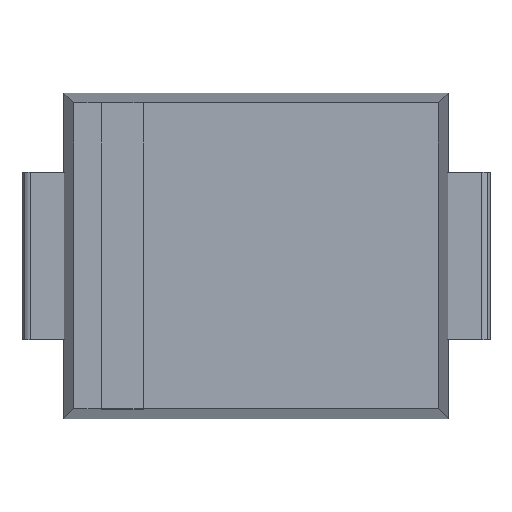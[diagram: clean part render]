
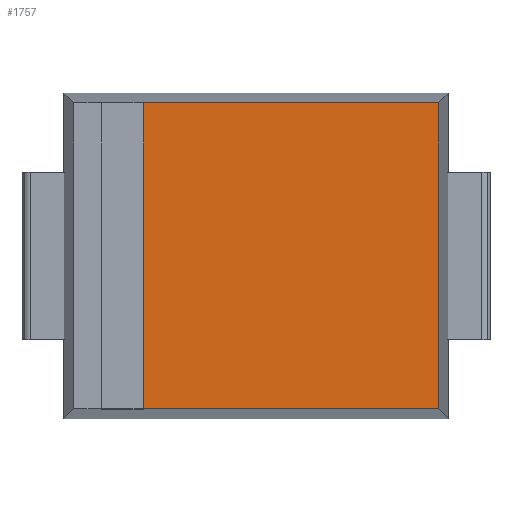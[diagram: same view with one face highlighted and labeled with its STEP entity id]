
A CAD part, top view. The second image highlights one B-rep face of the part: STEP entity #1757.
In plain terms, the highlighted planar face has unit normal (0, 0, 1).
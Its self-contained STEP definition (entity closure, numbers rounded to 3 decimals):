
#1517=CARTESIAN_POINT('',(2.183,-1.83,2.65));
#1518=VERTEX_POINT('',#1517);
#1525=CARTESIAN_POINT('',(-1.35,-1.83,2.65));
#1526=VERTEX_POINT('',#1525);
#1527=CARTESIAN_POINT('',(2.183,-1.83,2.65));
#1528=DIRECTION('',(-1.0,0.0,0.0));
#1529=VECTOR('',#1528,3.533);
#1530=LINE('',#1527,#1529);
#1531=EDGE_CURVE('',#1518,#1526,#1530,.T.);
#1621=CARTESIAN_POINT('',(-1.35,1.83,2.65));
#1622=VERTEX_POINT('',#1621);
#1629=CARTESIAN_POINT('',(2.183,1.83,2.65));
#1630=VERTEX_POINT('',#1629);
#1631=CARTESIAN_POINT('',(-1.35,1.83,2.65));
#1632=DIRECTION('',(1.0,0.0,0.0));
#1633=VECTOR('',#1632,3.533);
#1634=LINE('',#1631,#1633);
#1635=EDGE_CURVE('',#1622,#1630,#1634,.T.);
#1719=CARTESIAN_POINT('',(2.183,1.83,2.65));
#1720=DIRECTION('',(0.0,-1.0,0.0));
#1721=VECTOR('',#1720,3.659);
#1722=LINE('',#1719,#1721);
#1723=EDGE_CURVE('',#1630,#1518,#1722,.T.);
#1737=CARTESIAN_POINT('',(-1.35,1.83,2.65));
#1738=DIRECTION('',(0.0,-1.0,0.0));
#1739=VECTOR('',#1738,3.659);
#1740=LINE('',#1737,#1739);
#1741=EDGE_CURVE('',#1622,#1526,#1740,.T.);
#1746=CARTESIAN_POINT('',(0.0,0.,2.65));
#1747=DIRECTION('',(0.0,0.0,-1.0));
#1748=DIRECTION('',(-1.0,0.0,0.0));
#1749=AXIS2_PLACEMENT_3D('',#1746,#1747,#1748);
#1750=PLANE('',#1749);
#1751=ORIENTED_EDGE('',*,*,#1723,.F.);
#1752=ORIENTED_EDGE('',*,*,#1635,.F.);
#1753=ORIENTED_EDGE('',*,*,#1741,.T.);
#1754=ORIENTED_EDGE('',*,*,#1531,.F.);
#1755=EDGE_LOOP('',(#1751,#1752,#1753,#1754));
#1756=FACE_OUTER_BOUND('',#1755,.T.);
#1757=ADVANCED_FACE('',(#1756),#1750,.F.);
